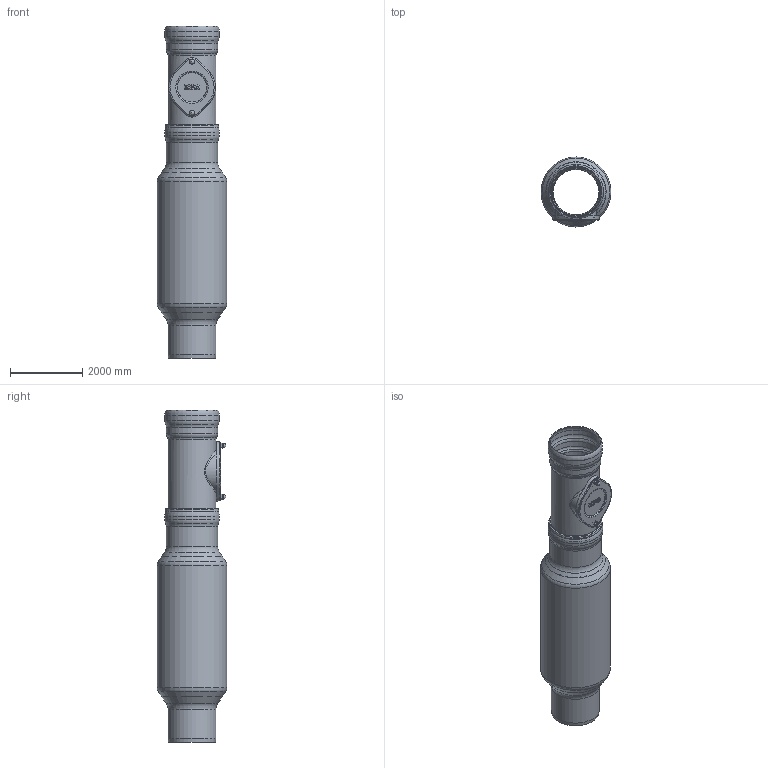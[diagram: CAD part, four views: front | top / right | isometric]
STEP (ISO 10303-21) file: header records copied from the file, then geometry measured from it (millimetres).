
FILE_DESCRIPTION(/* description */ (''),/* implementation_level */ '2;1');
FILE_NAME(/* name */ '05571.125X_3D.stp',/* time_stamp */ '2024-12-11T14:17:23+01:00',/* author */ ('CAD'),/* organization */ (''),/* preprocessor_version */ 'ST-DEVELOPER v20',/* originating_system */ 'AutoCAD Mechanical',/* authorisation */ '');
FILE_SCHEMA (('AUTOMOTIVE_DESIGN { 1 0 10303 214 3 1 1 }'));
Length unit declared in the file: centimetre
Products named in the file (4): Product; 05579125X; *S1; 05578125X
Assembly tree (3 placements, depth 2):
  Product
    05579125X
    *S1
    05578125X
Bounding box: 1937 x 1937 x 9199.99 mm (x, y, z)
Volume: 1563561416.6 mm3; surface area: 117972309.2 mm2
Topology: 11 solids, 11 shells, 257 faces, 628 edges, 400 vertices
Faces by surface type: cone 80, bspline 51, plane 45, torus 40, cylinder 36, sphere 5
Full cylindrical faces by diameter (mm): 66.47 x2, 100 x2, 125 x2, 900 x1, 1080 x1, 1120 x1, 1240 x1, 1280 x1, 1290 x1, 1330 x3, 1378 x1, 1380 x1, 1418 x1, 1430 x1, 1466 x1, 1468 x1, 1470 x1, 1508 x1, 1520 x1, 1873 x1, 1937 x1
Entity records: 24238 total; most frequent: CARTESIAN_POINT 18352, ORIENTED_EDGE 1238, DIRECTION 1167, EDGE_CURVE 619, AXIS2_PLACEMENT_3D 506, VERTEX_POINT 392, CIRCLE 288, EDGE_LOOP 283
